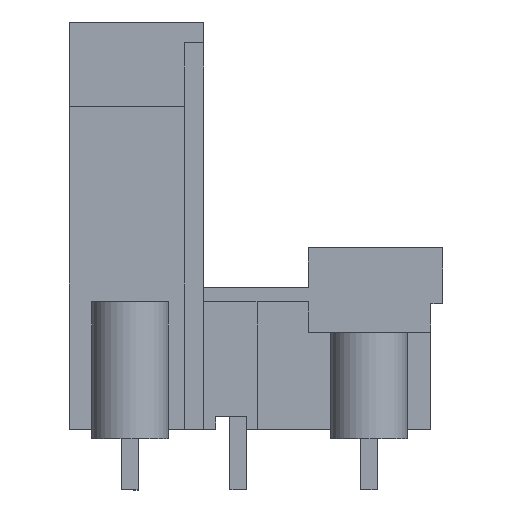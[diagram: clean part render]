
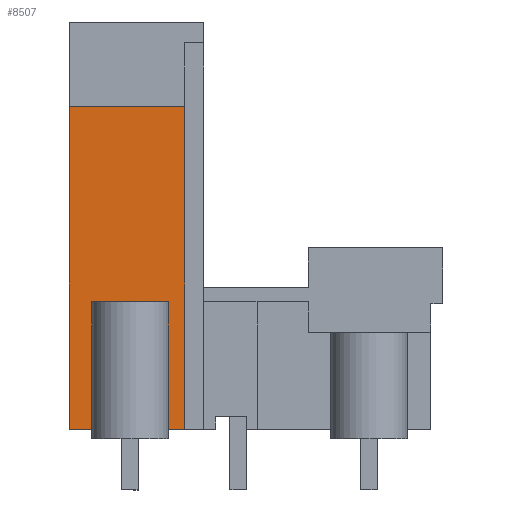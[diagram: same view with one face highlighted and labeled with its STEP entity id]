
A CAD part, left-side view. The second image highlights one B-rep face of the part: STEP entity #8507.
In plain terms, the highlighted planar face has unit normal (-1, 0, 0).
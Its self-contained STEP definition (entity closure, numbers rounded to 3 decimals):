
#8462=AXIS2_PLACEMENT_3D('Plane Axis2P3D',#8459,#8460,#8461) ;
#2251=CARTESIAN_POINT('Line Origine',(3.761,23.43,13.93)) ;
#2255=CARTESIAN_POINT('Vertex',(3.761,23.43,3.8)) ;
#2257=CARTESIAN_POINT('Vertex',(3.761,23.43,24.06)) ;
#2504=CARTESIAN_POINT('Line Origine',(3.761,19.815,24.06)) ;
#2508=CARTESIAN_POINT('Vertex',(3.76,16.2,24.06)) ;
#2543=CARTESIAN_POINT('Line Origine',(3.76,16.2,13.93)) ;
#2547=CARTESIAN_POINT('Vertex',(3.76,16.2,3.8)) ;
#8459=CARTESIAN_POINT('Axis2P3D Location',(3.761,23.43,3.2)) ;
#8464=CARTESIAN_POINT('Line Origine',(3.761,22.73,3.8)) ;
#8468=CARTESIAN_POINT('Vertex',(3.761,22.03,3.8)) ;
#8471=CARTESIAN_POINT('Line Origine',(3.761,22.03,7.8)) ;
#8475=CARTESIAN_POINT('Vertex',(3.761,22.03,11.8)) ;
#8478=CARTESIAN_POINT('Line Origine',(3.761,19.63,11.8)) ;
#8482=CARTESIAN_POINT('Vertex',(3.761,17.23,11.8)) ;
#8485=CARTESIAN_POINT('Line Origine',(3.761,17.23,7.8)) ;
#8489=CARTESIAN_POINT('Vertex',(3.761,17.23,3.8)) ;
#8492=CARTESIAN_POINT('Line Origine',(3.761,16.715,3.8)) ;
#2252=DIRECTION('Vector Direction',(0.,0.,1.)) ;
#2505=DIRECTION('Vector Direction',(0.,-1.,0.)) ;
#2544=DIRECTION('Vector Direction',(0.,0.,1.)) ;
#8460=DIRECTION('Axis2P3D Direction',(-1.,0.,0.)) ;
#8461=DIRECTION('Axis2P3D XDirection',(0.,-1.,0.)) ;
#8465=DIRECTION('Vector Direction',(0.,-1.,0.)) ;
#8472=DIRECTION('Vector Direction',(0.,0.,1.)) ;
#8479=DIRECTION('Vector Direction',(0.,-1.,0.)) ;
#8486=DIRECTION('Vector Direction',(0.,0.,1.)) ;
#8493=DIRECTION('Vector Direction',(0.,-1.,0.)) ;
#2253=VECTOR('Line Direction',#2252,1.) ;
#2506=VECTOR('Line Direction',#2505,1.) ;
#2545=VECTOR('Line Direction',#2544,1.) ;
#8466=VECTOR('Line Direction',#8465,1.) ;
#8473=VECTOR('Line Direction',#8472,1.) ;
#8480=VECTOR('Line Direction',#8479,1.) ;
#8487=VECTOR('Line Direction',#8486,1.) ;
#8494=VECTOR('Line Direction',#8493,1.) ;
#8498=ORIENTED_EDGE('',*,*,#2549,.T.) ;
#8499=ORIENTED_EDGE('',*,*,#2510,.F.) ;
#8500=ORIENTED_EDGE('',*,*,#2259,.F.) ;
#8501=ORIENTED_EDGE('',*,*,#8470,.T.) ;
#8502=ORIENTED_EDGE('',*,*,#8477,.T.) ;
#8503=ORIENTED_EDGE('',*,*,#8484,.T.) ;
#8504=ORIENTED_EDGE('',*,*,#8491,.F.) ;
#8505=ORIENTED_EDGE('',*,*,#8496,.T.) ;
#8507=ADVANCED_FACE('HOUSING',(#8506),#8463,.T.) ;
#2259=EDGE_CURVE('',#2256,#2258,#2254,.T.) ;
#2510=EDGE_CURVE('',#2258,#2509,#2507,.T.) ;
#2549=EDGE_CURVE('',#2548,#2509,#2546,.T.) ;
#8470=EDGE_CURVE('',#2256,#8469,#8467,.T.) ;
#8477=EDGE_CURVE('',#8469,#8476,#8474,.T.) ;
#8484=EDGE_CURVE('',#8476,#8483,#8481,.T.) ;
#8491=EDGE_CURVE('',#8490,#8483,#8488,.T.) ;
#8496=EDGE_CURVE('',#8490,#2548,#8495,.T.) ;
#8497=EDGE_LOOP('',(#8498,#8499,#8500,#8501,#8502,#8503,#8504,#8505)) ;
#8506=FACE_OUTER_BOUND('',#8497,.T.) ;
#2254=LINE('Line',#2251,#2253) ;
#2507=LINE('Line',#2504,#2506) ;
#2546=LINE('Line',#2543,#2545) ;
#8467=LINE('Line',#8464,#8466) ;
#8474=LINE('Line',#8471,#8473) ;
#8481=LINE('Line',#8478,#8480) ;
#8488=LINE('Line',#8485,#8487) ;
#8495=LINE('Line',#8492,#8494) ;
#8463=PLANE('',#8462) ;
#2256=VERTEX_POINT('',#2255) ;
#2258=VERTEX_POINT('',#2257) ;
#2509=VERTEX_POINT('',#2508) ;
#2548=VERTEX_POINT('',#2547) ;
#8469=VERTEX_POINT('',#8468) ;
#8476=VERTEX_POINT('',#8475) ;
#8483=VERTEX_POINT('',#8482) ;
#8490=VERTEX_POINT('',#8489) ;
